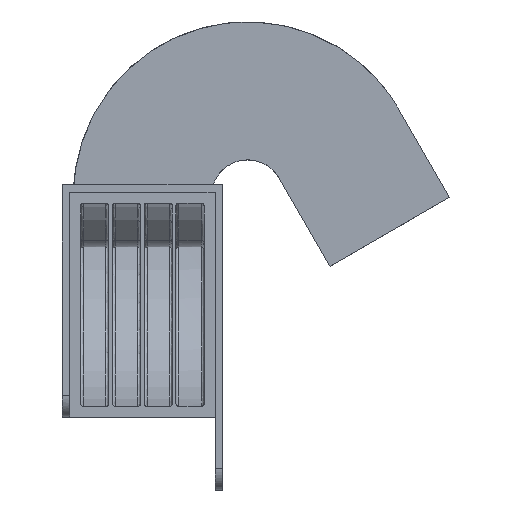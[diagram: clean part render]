
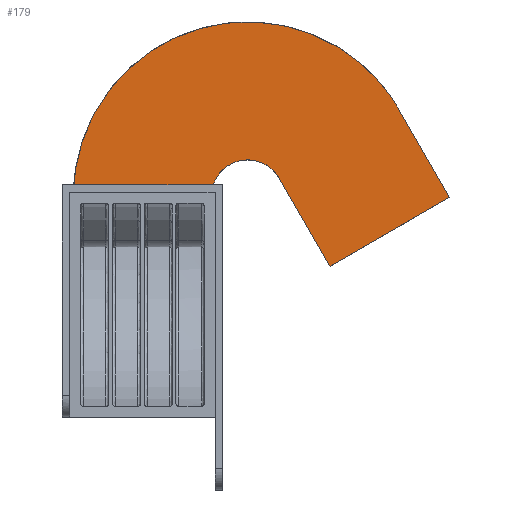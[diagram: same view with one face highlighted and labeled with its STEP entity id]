
A CAD part, top view. The second image highlights one B-rep face of the part: STEP entity #179.
In plain terms, the highlighted planar face has unit normal (0, 0, 1).
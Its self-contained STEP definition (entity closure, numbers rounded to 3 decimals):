
#179=ADVANCED_FACE('',(#394),#3503,.T.);
#394=FACE_OUTER_BOUND('',#613,.T.);
#613=EDGE_LOOP('',(#1354,#1355,#1356,#1357,#1358,#1359,#1360,#1361,#1362,
#1363,#1364,#1365,#1366,#1367));
#1354=ORIENTED_EDGE('',*,*,#2201,.T.);
#1355=ORIENTED_EDGE('',*,*,#2280,.T.);
#1356=ORIENTED_EDGE('',*,*,#2337,.T.);
#1357=ORIENTED_EDGE('',*,*,#2273,.T.);
#1358=ORIENTED_EDGE('',*,*,#2169,.F.);
#1359=ORIENTED_EDGE('',*,*,#2159,.T.);
#1360=ORIENTED_EDGE('',*,*,#2269,.T.);
#1361=ORIENTED_EDGE('',*,*,#2161,.T.);
#1362=ORIENTED_EDGE('',*,*,#2270,.T.);
#1363=ORIENTED_EDGE('',*,*,#2163,.T.);
#1364=ORIENTED_EDGE('',*,*,#2271,.T.);
#1365=ORIENTED_EDGE('',*,*,#2165,.T.);
#1366=ORIENTED_EDGE('',*,*,#2272,.T.);
#1367=ORIENTED_EDGE('',*,*,#2167,.T.);
#2159=EDGE_CURVE('',#3135,#3194,#2836,.T.);
#2161=EDGE_CURVE('',#3195,#3196,#2838,.T.);
#2163=EDGE_CURVE('',#3197,#3198,#2840,.T.);
#2165=EDGE_CURVE('',#3199,#3200,#2842,.T.);
#2167=EDGE_CURVE('',#3201,#3147,#2844,.T.);
#2169=EDGE_CURVE('',#3135,#3202,#2538,.T.);
#2201=EDGE_CURVE('',#3147,#3226,#2555,.T.);
#2269=EDGE_CURVE('',#3194,#3195,#2886,.T.);
#2270=EDGE_CURVE('',#3196,#3197,#2887,.T.);
#2271=EDGE_CURVE('',#3198,#3199,#2888,.T.);
#2272=EDGE_CURVE('',#3200,#3201,#2889,.T.);
#2273=EDGE_CURVE('',#3265,#3202,#2890,.T.);
#2280=EDGE_CURVE('',#3226,#3264,#2897,.T.);
#2337=EDGE_CURVE('',#3264,#3265,#2923,.T.);
#2538=(
BOUNDED_CURVE()
B_SPLINE_CURVE(2,(#10950,#10951,#10952,#10953,#10954),.UNSPECIFIED.,.F.,
 .F.)
B_SPLINE_CURVE_WITH_KNOTS((3,2,3),(0.,31.416,62.832),
 .UNSPECIFIED.)
CURVE()
GEOMETRIC_REPRESENTATION_ITEM()
RATIONAL_B_SPLINE_CURVE((1.,0.793,1.,0.793,1.))
REPRESENTATION_ITEM('')
);
#2555=(
BOUNDED_CURVE()
B_SPLINE_CURVE(2,(#11047,#11048,#11049,#11050,#11051),.UNSPECIFIED.,.F.,
 .F.)
B_SPLINE_CURVE_WITH_KNOTS((3,2,3),(0.,6.545,13.09),
 .UNSPECIFIED.)
CURVE()
GEOMETRIC_REPRESENTATION_ITEM()
RATIONAL_B_SPLINE_CURVE((1.,0.793,1.,0.793,1.))
REPRESENTATION_ITEM('')
);
#2836=B_SPLINE_CURVE_WITH_KNOTS('',1,(#10927,#10928),.UNSPECIFIED.,.F.,
 .F.,(2,2),(0.,1.),.UNSPECIFIED.);
#2838=B_SPLINE_CURVE_WITH_KNOTS('',1,(#10931,#10932),.UNSPECIFIED.,.F.,
 .F.,(2,2),(0.,0.5),.UNSPECIFIED.);
#2840=B_SPLINE_CURVE_WITH_KNOTS('',1,(#10935,#10936),.UNSPECIFIED.,.F.,
 .F.,(2,2),(0.,0.5),.UNSPECIFIED.);
#2842=B_SPLINE_CURVE_WITH_KNOTS('',1,(#10939,#10940),.UNSPECIFIED.,.F.,
 .F.,(2,2),(0.,0.5),.UNSPECIFIED.);
#2844=B_SPLINE_CURVE_WITH_KNOTS('',1,(#10943,#10944),.UNSPECIFIED.,.F.,
 .F.,(2,2),(0.,1.),.UNSPECIFIED.);
#2886=B_SPLINE_CURVE_WITH_KNOTS('',1,(#11261,#11262),.UNSPECIFIED.,.F.,
 .F.,(2,2),(0.,3.875),.UNSPECIFIED.);
#2887=B_SPLINE_CURVE_WITH_KNOTS('',1,(#11263,#11264),.UNSPECIFIED.,.F.,
 .F.,(2,2),(0.,3.875),.UNSPECIFIED.);
#2888=B_SPLINE_CURVE_WITH_KNOTS('',1,(#11265,#11266),.UNSPECIFIED.,.F.,
 .F.,(2,2),(0.,3.875),.UNSPECIFIED.);
#2889=B_SPLINE_CURVE_WITH_KNOTS('',1,(#11267,#11268),.UNSPECIFIED.,.F.,
 .F.,(2,2),(0.,3.875),.UNSPECIFIED.);
#2890=B_SPLINE_CURVE_WITH_KNOTS('',1,(#11269,#11270),.UNSPECIFIED.,.F.,
 .F.,(2,2),(-14.,0.),.UNSPECIFIED.);
#2897=B_SPLINE_CURVE_WITH_KNOTS('',1,(#11283,#11284),.UNSPECIFIED.,.F.,
 .F.,(2,2),(-14.,0.),.UNSPECIFIED.);
#2923=B_SPLINE_CURVE_WITH_KNOTS('',1,(#11452,#11453),.UNSPECIFIED.,.F.,
 .F.,(2,2),(-19.,0.),.UNSPECIFIED.);
#3135=VERTEX_POINT('',#9738);
#3147=VERTEX_POINT('',#9750);
#3194=VERTEX_POINT('',#9797);
#3195=VERTEX_POINT('',#9798);
#3196=VERTEX_POINT('',#9799);
#3197=VERTEX_POINT('',#9800);
#3198=VERTEX_POINT('',#9801);
#3199=VERTEX_POINT('',#9802);
#3200=VERTEX_POINT('',#9803);
#3201=VERTEX_POINT('',#9804);
#3202=VERTEX_POINT('',#9805);
#3226=VERTEX_POINT('',#9829);
#3264=VERTEX_POINT('',#9867);
#3265=VERTEX_POINT('',#9868);
#3503=PLANE('',#3575);
#3575=AXIS2_PLACEMENT_3D('',#8181,#3630,$);
#3630=DIRECTION('',(0.,0.,1.));
#8181=CARTESIAN_POINT('',(-14.678,46.706,4.5));
#9738=CARTESIAN_POINT('',(-9.5,15.,4.5));
#9750=CARTESIAN_POINT('',(9.5,15.,4.5));
#9797=CARTESIAN_POINT('',(-8.5,15.,4.5));
#9798=CARTESIAN_POINT('',(-4.625,15.,4.5));
#9799=CARTESIAN_POINT('',(-4.125,15.,4.5));
#9800=CARTESIAN_POINT('',(-0.25,15.,4.5));
#9801=CARTESIAN_POINT('',(0.25,15.,4.5));
#9802=CARTESIAN_POINT('',(4.125,15.,4.5));
#9803=CARTESIAN_POINT('',(4.625,15.,4.5));
#9804=CARTESIAN_POINT('',(8.5,15.,4.5));
#9805=CARTESIAN_POINT('',(35.285,27.,4.5));
#9829=CARTESIAN_POINT('',(18.83,17.5,4.5));
#9867=CARTESIAN_POINT('',(25.83,5.376,4.5));
#9868=CARTESIAN_POINT('',(42.285,14.876,4.5));
#10927=CARTESIAN_POINT('',(-9.5,15.,4.5));
#10928=CARTESIAN_POINT('',(-8.5,15.,4.5));
#10931=CARTESIAN_POINT('',(-4.625,15.,4.5));
#10932=CARTESIAN_POINT('',(-4.125,15.,4.5));
#10935=CARTESIAN_POINT('',(-0.25,15.,4.5));
#10936=CARTESIAN_POINT('',(0.25,15.,4.5));
#10939=CARTESIAN_POINT('',(4.125,15.,4.5));
#10940=CARTESIAN_POINT('',(4.625,15.,4.5));
#10943=CARTESIAN_POINT('',(8.5,15.,4.5));
#10944=CARTESIAN_POINT('',(9.5,15.,4.5));
#10950=CARTESIAN_POINT('',(-9.5,15.,4.5));
#10951=CARTESIAN_POINT('',(-9.5,33.416,4.5));
#10952=CARTESIAN_POINT('',(8.288,38.182,4.5));
#10953=CARTESIAN_POINT('',(26.077,42.949,4.5));
#10954=CARTESIAN_POINT('',(35.285,27.,4.5));
#11047=CARTESIAN_POINT('',(9.5,15.,4.5));
#11048=CARTESIAN_POINT('',(9.5,18.837,4.5));
#11049=CARTESIAN_POINT('',(13.206,19.83,4.5));
#11050=CARTESIAN_POINT('',(16.912,20.823,4.5));
#11051=CARTESIAN_POINT('',(18.83,17.5,4.5));
#11261=CARTESIAN_POINT('',(-8.5,15.,4.5));
#11262=CARTESIAN_POINT('',(-4.625,15.,4.5));
#11263=CARTESIAN_POINT('',(-4.125,15.,4.5));
#11264=CARTESIAN_POINT('',(-0.25,15.,4.5));
#11265=CARTESIAN_POINT('',(0.25,15.,4.5));
#11266=CARTESIAN_POINT('',(4.125,15.,4.5));
#11267=CARTESIAN_POINT('',(4.625,15.,4.5));
#11268=CARTESIAN_POINT('',(8.5,15.,4.5));
#11269=CARTESIAN_POINT('',(42.285,14.876,4.5));
#11270=CARTESIAN_POINT('',(35.285,27.,4.5));
#11283=CARTESIAN_POINT('',(18.83,17.5,4.5));
#11284=CARTESIAN_POINT('',(25.83,5.376,4.5));
#11452=CARTESIAN_POINT('',(25.83,5.376,4.5));
#11453=CARTESIAN_POINT('',(42.285,14.876,4.5));
